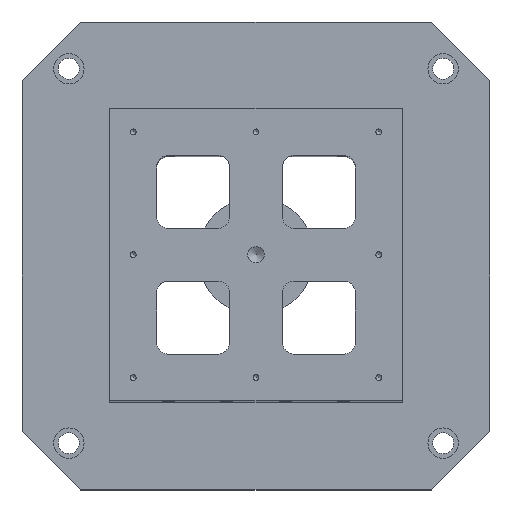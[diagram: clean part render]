
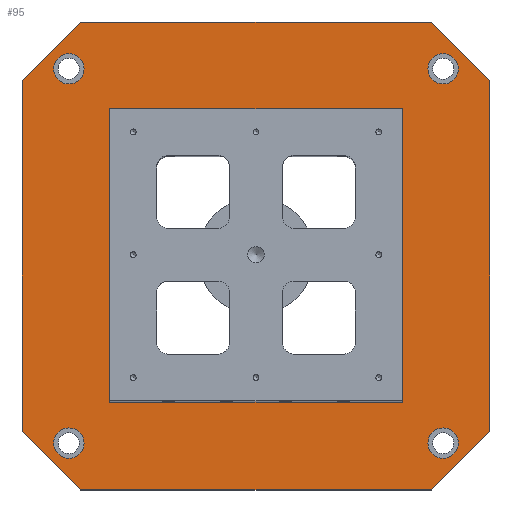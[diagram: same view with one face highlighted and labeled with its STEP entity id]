
A CAD part, top view. The second image highlights one B-rep face of the part: STEP entity #95.
In plain terms, the highlighted planar face has unit normal (0, 0, 1).
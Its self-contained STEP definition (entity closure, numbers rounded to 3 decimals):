
#95 = ADVANCED_FACE( '', ( #635, #636, #637, #638, #639, #640 ), #641, .F. );
#635 = FACE_BOUND( '', #1910, .T. );
#636 = FACE_BOUND( '', #1911, .T. );
#637 = FACE_BOUND( '', #1912, .T. );
#638 = FACE_BOUND( '', #1913, .T. );
#639 = FACE_OUTER_BOUND( '', #1914, .T. );
#640 = FACE_BOUND( '', #1915, .T. );
#641 = PLANE( '', #1916 );
#1910 = EDGE_LOOP( '', ( #3534 ) );
#1911 = EDGE_LOOP( '', ( #3535 ) );
#1912 = EDGE_LOOP( '', ( #3536 ) );
#1913 = EDGE_LOOP( '', ( #3537 ) );
#1914 = EDGE_LOOP( '', ( #3538, #3539, #3540, #3541, #3542, #3543, #3544, #3545 ) );
#1915 = EDGE_LOOP( '', ( #3546, #3547, #3548, #3549 ) );
#1916 = AXIS2_PLACEMENT_3D( '', #3550, #3551, #3552 );
#3534 = ORIENTED_EDGE( '', *, *, #6379, .T. );
#3535 = ORIENTED_EDGE( '', *, *, #6380, .T. );
#3536 = ORIENTED_EDGE( '', *, *, #6381, .T. );
#3537 = ORIENTED_EDGE( '', *, *, #6382, .T. );
#3538 = ORIENTED_EDGE( '', *, *, #6375, .T. );
#3539 = ORIENTED_EDGE( '', *, *, #6383, .T. );
#3540 = ORIENTED_EDGE( '', *, *, #6377, .T. );
#3541 = ORIENTED_EDGE( '', *, *, #6054, .T. );
#3542 = ORIENTED_EDGE( '', *, *, #6384, .T. );
#3543 = ORIENTED_EDGE( '', *, *, #6385, .T. );
#3544 = ORIENTED_EDGE( '', *, *, #6386, .T. );
#3545 = ORIENTED_EDGE( '', *, *, #6387, .T. );
#3546 = ORIENTED_EDGE( '', *, *, #6372, .F. );
#3547 = ORIENTED_EDGE( '', *, *, #6388, .F. );
#3548 = ORIENTED_EDGE( '', *, *, #6389, .F. );
#3549 = ORIENTED_EDGE( '', *, *, #6390, .F. );
#3550 = CARTESIAN_POINT( '', ( -200., 200., 50. ) );
#3551 = DIRECTION( '', ( 0., 0., -1. ) );
#3552 = DIRECTION( '', ( -1., 0., 0. ) );
#6054 = EDGE_CURVE( '', #7034, #7035, #7036, .F. );
#6372 = EDGE_CURVE( '', #7628, #7630, #7631, .T. );
#6375 = EDGE_CURVE( '', #7635, #7633, #7636, .T. );
#6377 = EDGE_CURVE( '', #7638, #7034, #7639, .T. );
#6379 = EDGE_CURVE( '', #7641, #7641, #7642, .T. );
#6380 = EDGE_CURVE( '', #7643, #7643, #7644, .T. );
#6381 = EDGE_CURVE( '', #7645, #7645, #7646, .T. );
#6382 = EDGE_CURVE( '', #7647, #7647, #7648, .T. );
#6383 = EDGE_CURVE( '', #7633, #7638, #7649, .F. );
#6384 = EDGE_CURVE( '', #7035, #7650, #7651, .T. );
#6385 = EDGE_CURVE( '', #7650, #7652, #7653, .F. );
#6386 = EDGE_CURVE( '', #7652, #7654, #7655, .T. );
#6387 = EDGE_CURVE( '', #7654, #7635, #7656, .F. );
#6388 = EDGE_CURVE( '', #7657, #7628, #7658, .T. );
#6389 = EDGE_CURVE( '', #7659, #7657, #7660, .T. );
#6390 = EDGE_CURVE( '', #7630, #7659, #7661, .T. );
#7034 = VERTEX_POINT( '', #8592 );
#7035 = VERTEX_POINT( '', #8593 );
#7036 = LINE( '', #8594, #8595 );
#7628 = VERTEX_POINT( '', #9312 );
#7630 = VERTEX_POINT( '', #9315 );
#7631 = LINE( '', #9316, #9317 );
#7633 = VERTEX_POINT( '', #9320 );
#7635 = VERTEX_POINT( '', #9323 );
#7636 = LINE( '', #9324, #9325 );
#7638 = VERTEX_POINT( '', #9328 );
#7639 = LINE( '', #9329, #9330 );
#7641 = VERTEX_POINT( '', #9333 );
#7642 = CIRCLE( '', #9334, 13. );
#7643 = VERTEX_POINT( '', #9335 );
#7644 = CIRCLE( '', #9336, 13. );
#7645 = VERTEX_POINT( '', #9337 );
#7646 = CIRCLE( '', #9338, 13. );
#7647 = VERTEX_POINT( '', #9339 );
#7648 = CIRCLE( '', #9340, 13. );
#7649 = LINE( '', #9341, #9342 );
#7650 = VERTEX_POINT( '', #9343 );
#7651 = LINE( '', #9344, #9345 );
#7652 = VERTEX_POINT( '', #9346 );
#7653 = LINE( '', #9347, #9348 );
#7654 = VERTEX_POINT( '', #9349 );
#7655 = LINE( '', #9350, #9351 );
#7656 = LINE( '', #9352, #9353 );
#7657 = VERTEX_POINT( '', #9354 );
#7658 = LINE( '', #9355, #9356 );
#7659 = VERTEX_POINT( '', #9357 );
#7660 = LINE( '', #9358, #9359 );
#7661 = LINE( '', #9360, #9361 );
#8592 = CARTESIAN_POINT( '', ( -200., -150., 50. ) );
#8593 = CARTESIAN_POINT( '', ( -150., -200., 50. ) );
#8594 = CARTESIAN_POINT( '', ( -150., -200., 50. ) );
#8595 = VECTOR( '', #10430, 1000. );
#9312 = CARTESIAN_POINT( '', ( -125., 125., 50. ) );
#9315 = CARTESIAN_POINT( '', ( -125., -125., 50. ) );
#9316 = CARTESIAN_POINT( '', ( -125., 200., 50. ) );
#9317 = VECTOR( '', #11130, 1000. );
#9320 = CARTESIAN_POINT( '', ( -150., 200., 50. ) );
#9323 = CARTESIAN_POINT( '', ( 150., 200., 50. ) );
#9324 = CARTESIAN_POINT( '', ( 200., 200., 50. ) );
#9325 = VECTOR( '', #11133, 1000. );
#9328 = CARTESIAN_POINT( '', ( -200., 150., 50. ) );
#9329 = CARTESIAN_POINT( '', ( -200., 200., 50. ) );
#9330 = VECTOR( '', #11135, 1000. );
#9333 = CARTESIAN_POINT( '', ( -160., -173., 50. ) );
#9334 = AXIS2_PLACEMENT_3D( '', #11137, #11138, #11139 );
#9335 = CARTESIAN_POINT( '', ( 160., -173., 50. ) );
#9336 = AXIS2_PLACEMENT_3D( '', #11140, #11141, #11142 );
#9337 = CARTESIAN_POINT( '', ( 160., 147., 50. ) );
#9338 = AXIS2_PLACEMENT_3D( '', #11143, #11144, #11145 );
#9339 = CARTESIAN_POINT( '', ( -160., 147., 50. ) );
#9340 = AXIS2_PLACEMENT_3D( '', #11146, #11147, #11148 );
#9341 = CARTESIAN_POINT( '', ( -200., 150., 50. ) );
#9342 = VECTOR( '', #11149, 1000. );
#9343 = CARTESIAN_POINT( '', ( 150., -200., 50. ) );
#9344 = CARTESIAN_POINT( '', ( -200., -200., 50. ) );
#9345 = VECTOR( '', #11150, 1000. );
#9346 = CARTESIAN_POINT( '', ( 200., -150., 50. ) );
#9347 = CARTESIAN_POINT( '', ( 200., -150., 50. ) );
#9348 = VECTOR( '', #11151, 1000. );
#9349 = CARTESIAN_POINT( '', ( 200., 150., 50. ) );
#9350 = CARTESIAN_POINT( '', ( 200., -200., 50. ) );
#9351 = VECTOR( '', #11152, 1000. );
#9352 = CARTESIAN_POINT( '', ( 150., 200., 50. ) );
#9353 = VECTOR( '', #11153, 1000. );
#9354 = CARTESIAN_POINT( '', ( 125., 125., 50. ) );
#9355 = CARTESIAN_POINT( '', ( -200., 125., 50. ) );
#9356 = VECTOR( '', #11154, 1000. );
#9357 = CARTESIAN_POINT( '', ( 125., -125., 50. ) );
#9358 = CARTESIAN_POINT( '', ( 125., 200., 50. ) );
#9359 = VECTOR( '', #11155, 1000. );
#9360 = CARTESIAN_POINT( '', ( -200., -125., 50. ) );
#9361 = VECTOR( '', #11156, 1000. );
#10430 = DIRECTION( '', ( -0.707, 0.707, 0. ) );
#11130 = DIRECTION( '', ( 0., -1., 0. ) );
#11133 = DIRECTION( '', ( -1., 0., 0. ) );
#11135 = DIRECTION( '', ( 0., -1., 0. ) );
#11137 = CARTESIAN_POINT( '', ( -160., -160., 50. ) );
#11138 = DIRECTION( '', ( 0., 0., -1. ) );
#11139 = DIRECTION( '', ( 0., -1., 0. ) );
#11140 = CARTESIAN_POINT( '', ( 160., -160., 50. ) );
#11141 = DIRECTION( '', ( 0., 0., -1. ) );
#11142 = DIRECTION( '', ( 0., -1., 0. ) );
#11143 = CARTESIAN_POINT( '', ( 160., 160., 50. ) );
#11144 = DIRECTION( '', ( 0., 0., -1. ) );
#11145 = DIRECTION( '', ( 0., -1., 0. ) );
#11146 = CARTESIAN_POINT( '', ( -160., 160., 50. ) );
#11147 = DIRECTION( '', ( 0., 0., -1. ) );
#11148 = DIRECTION( '', ( 0., -1., 0. ) );
#11149 = DIRECTION( '', ( 0.707, 0.707, 0. ) );
#11150 = DIRECTION( '', ( 1., 0., 0. ) );
#11151 = DIRECTION( '', ( -0.707, -0.707, 0. ) );
#11152 = DIRECTION( '', ( 0., 1., 0. ) );
#11153 = DIRECTION( '', ( 0.707, -0.707, 0. ) );
#11154 = DIRECTION( '', ( -1., 0., 0. ) );
#11155 = DIRECTION( '', ( 0., 1., 0. ) );
#11156 = DIRECTION( '', ( 1., 0., 0. ) );
